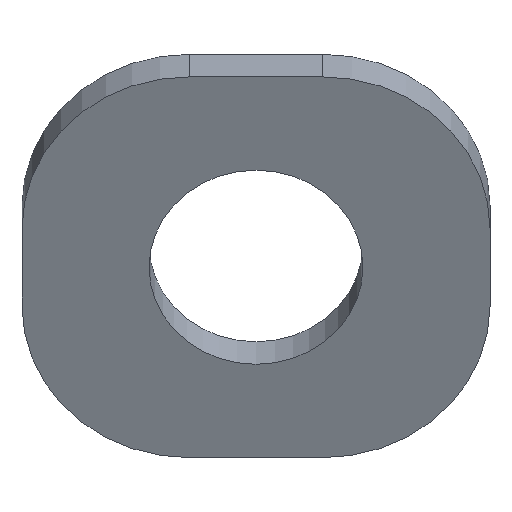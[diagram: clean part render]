
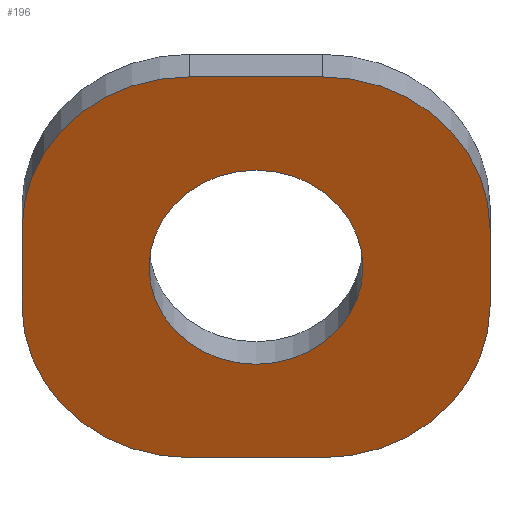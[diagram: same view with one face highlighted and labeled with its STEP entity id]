
A CAD part, top view. The second image highlights one B-rep face of the part: STEP entity #196.
In plain terms, the highlighted planar face has unit normal (0, -0.423, 0.906).
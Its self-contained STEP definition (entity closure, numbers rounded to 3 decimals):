
#15=FACE_BOUND('',#36,.T.);
#17=PLANE('',#223);
#24=FACE_OUTER_BOUND('',#35,.T.);
#35=EDGE_LOOP('',(#140,#141,#142,#143,#144,#145,#146,#147));
#36=EDGE_LOOP('',(#148));
#49=LINE('',#314,#66);
#50=LINE('',#318,#67);
#51=LINE('',#322,#68);
#52=LINE('',#325,#69);
#66=VECTOR('',#253,10.);
#67=VECTOR('',#256,10.);
#68=VECTOR('',#259,10.);
#69=VECTOR('',#262,10.);
#81=CIRCLE('',#221,6.25);
#83=CIRCLE('',#224,6.25);
#84=CIRCLE('',#225,6.25);
#85=CIRCLE('',#226,6.25);
#86=CIRCLE('',#227,4.);
#91=VERTEX_POINT('',#304);
#92=VERTEX_POINT('',#305);
#95=VERTEX_POINT('',#313);
#96=VERTEX_POINT('',#315);
#97=VERTEX_POINT('',#317);
#98=VERTEX_POINT('',#319);
#99=VERTEX_POINT('',#321);
#100=VERTEX_POINT('',#323);
#101=VERTEX_POINT('',#326);
#109=EDGE_CURVE('',#91,#92,#81,.T.);
#113=EDGE_CURVE('',#91,#95,#49,.T.);
#114=EDGE_CURVE('',#96,#95,#83,.T.);
#115=EDGE_CURVE('',#97,#96,#50,.T.);
#116=EDGE_CURVE('',#98,#97,#84,.T.);
#117=EDGE_CURVE('',#98,#99,#51,.T.);
#118=EDGE_CURVE('',#100,#99,#85,.T.);
#119=EDGE_CURVE('',#92,#100,#52,.T.);
#120=EDGE_CURVE('',#101,#101,#86,.T.);
#140=ORIENTED_EDGE('',*,*,#109,.F.);
#141=ORIENTED_EDGE('',*,*,#113,.T.);
#142=ORIENTED_EDGE('',*,*,#114,.F.);
#143=ORIENTED_EDGE('',*,*,#115,.F.);
#144=ORIENTED_EDGE('',*,*,#116,.F.);
#145=ORIENTED_EDGE('',*,*,#117,.T.);
#146=ORIENTED_EDGE('',*,*,#118,.F.);
#147=ORIENTED_EDGE('',*,*,#119,.F.);
#148=ORIENTED_EDGE('',*,*,#120,.T.);
#196=ADVANCED_FACE('',(#24,#15),#17,.T.);
#221=AXIS2_PLACEMENT_3D('',#306,#245,#246);
#223=AXIS2_PLACEMENT_3D('',#312,#251,#252);
#224=AXIS2_PLACEMENT_3D('',#316,#254,#255);
#225=AXIS2_PLACEMENT_3D('',#320,#257,#258);
#226=AXIS2_PLACEMENT_3D('',#324,#260,#261);
#227=AXIS2_PLACEMENT_3D('',#327,#263,#264);
#245=DIRECTION('center_axis',(0.,0.423,-0.906));
#246=DIRECTION('ref_axis',(0.707,-0.641,-0.299));
#251=DIRECTION('center_axis',(0.,-0.423,0.906));
#252=DIRECTION('ref_axis',(1.,0.,0.));
#253=DIRECTION('',(0.,0.906,0.423));
#254=DIRECTION('center_axis',(0.,0.423,-0.906));
#255=DIRECTION('ref_axis',(0.707,0.641,0.299));
#256=DIRECTION('',(1.,0.,0.));
#257=DIRECTION('center_axis',(0.,0.423,-0.906));
#258=DIRECTION('ref_axis',(-0.707,0.641,0.299));
#259=DIRECTION('',(0.,-0.906,-0.423));
#260=DIRECTION('center_axis',(0.,0.423,-0.906));
#261=DIRECTION('ref_axis',(-0.707,-0.641,-0.299));
#262=DIRECTION('',(-1.,0.,0.));
#263=DIRECTION('center_axis',(0.,0.423,-0.906));
#264=DIRECTION('ref_axis',(1.,0.,0.));
#304=CARTESIAN_POINT('',(23.384,-85.798,24.493));
#305=CARTESIAN_POINT('',(17.134,-91.463,21.852));
#306=CARTESIAN_POINT('Origin',(17.134,-85.798,24.493));
#312=CARTESIAN_POINT('Origin',(14.634,-84.348,25.169));
#313=CARTESIAN_POINT('',(23.384,-82.898,25.845));
#314=CARTESIAN_POINT('',(23.384,-80.406,27.008));
#315=CARTESIAN_POINT('',(17.134,-77.234,28.487));
#316=CARTESIAN_POINT('Origin',(17.134,-82.898,25.845));
#317=CARTESIAN_POINT('',(12.134,-77.234,28.487));
#318=CARTESIAN_POINT('',(7.384,-77.234,28.487));
#319=CARTESIAN_POINT('',(5.884,-82.898,25.845));
#320=CARTESIAN_POINT('Origin',(12.134,-82.898,25.845));
#321=CARTESIAN_POINT('',(5.884,-85.798,24.493));
#322=CARTESIAN_POINT('',(5.884,-88.291,23.331));
#323=CARTESIAN_POINT('',(12.134,-91.463,21.852));
#324=CARTESIAN_POINT('Origin',(12.134,-85.798,24.493));
#325=CARTESIAN_POINT('',(7.384,-91.463,21.852));
#326=CARTESIAN_POINT('',(10.634,-84.348,25.169));
#327=CARTESIAN_POINT('Origin',(14.634,-84.348,25.169));
